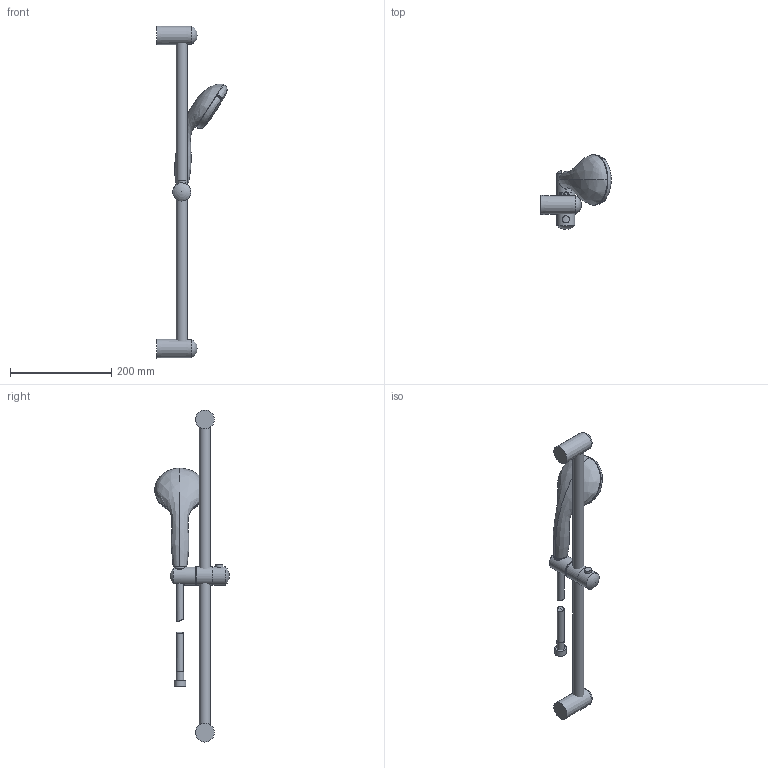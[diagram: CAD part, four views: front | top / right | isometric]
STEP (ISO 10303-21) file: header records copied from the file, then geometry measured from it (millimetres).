
FILE_DESCRIPTION(/* description */ ('Unknown'),/* implementation_level */ '2;1');
FILE_NAME(/* name */ '2759800E',/* time_stamp */ '2022-09-06T09:43:52+02:00',/* author */ ('Unknown'),/* organization */ ('GROHE AG'),/* preprocessor_version */ 'ST-DEVELOPER v16.7',/* originating_system */ 'DEX',/* authorisation */ $);
FILE_SCHEMA (('AUTOMOTIVE_DESIGN {1 0 10303 214 3 1 1}'));
Length unit declared in the file: millimetre
Products named in the file (6): 2759800E; id44; DF_REVOL; Housing; trim_sur
Assembly tree (5 placements, depth 2):
  2759800E
    2759800E
    id44
    DF_REVOL
    Housing
    trim_sur
Bounding box: 140.03 x 147.6 x 657.42 mm (x, y, z)
Volume: 5193.4 mm3; surface area: 130082.6 mm2
Topology: 1 solids, 17 shells, 72 faces, 333 edges, 278 vertices
Faces by surface type: cylinder 21, plane 17, bspline 13, cone 10, torus 6, sphere 5
Full cylindrical faces by diameter (mm): 13.8 x2, 14 x1, 14.7 x2, 19.9 x1, 21.8 x1, 22.6 x1, 23 x1, 23.6 x1, 33.4 x1, 36 x3, 89.4 x1, 90.2 x1
Entity records: 5476 total; most frequent: CARTESIAN_POINT 3071, ORIENTED_EDGE 367, EDGE_CURVE 280, DIRECTION 270, VERTEX_POINT 262, B_SPLINE_CURVE_WITH_KNOTS 204, AXIS2_PLACEMENT_3D 129, FACE_BOUND 126
